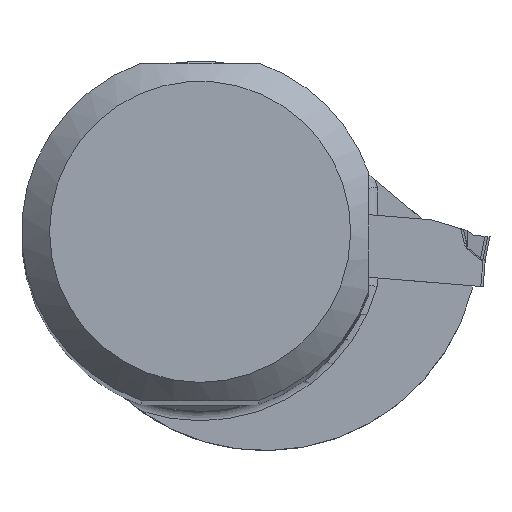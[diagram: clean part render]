
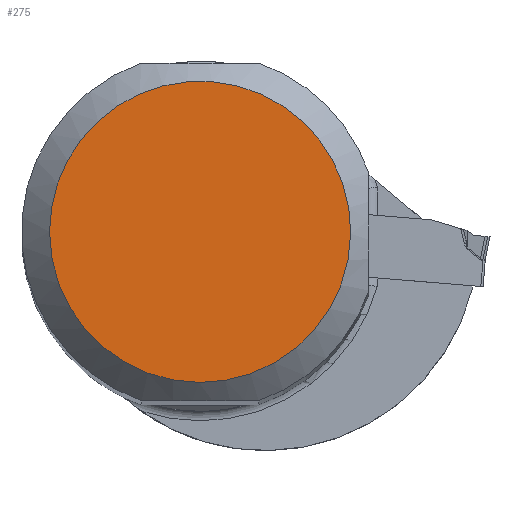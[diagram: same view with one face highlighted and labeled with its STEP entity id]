
A CAD part, top view. The second image highlights one B-rep face of the part: STEP entity #275.
In plain terms, the highlighted planar face has unit normal (0, 0, 1).
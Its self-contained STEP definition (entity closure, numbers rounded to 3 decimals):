
#215=CIRCLE('',#2213,13.375);
#275=ADVANCED_FACE('TB_BL_N10_SU6',(#435),#377,.T.);
#377=PLANE('',#2217);
#435=FACE_OUTER_BOUND('',#553,.T.);
#553=EDGE_LOOP('',(#1160));
#1160=ORIENTED_EDGE('',*,*,#1887,.T.);
#1667=VERTEX_POINT('',#3198);
#1887=EDGE_CURVE('',#1667,#1667,#215,.T.);
#2213=AXIS2_PLACEMENT_3D('',#3197,#2509,#2510);
#2217=AXIS2_PLACEMENT_3D('',#3282,#2517,#2518);
#2509=DIRECTION('',(0.,0.,1.));
#2510=DIRECTION('',(-1.,0.,0.));
#2517=DIRECTION('',(0.,0.,1.));
#2518=DIRECTION('',(-1.,0.,0.));
#3197=CARTESIAN_POINT('',(0.,0.,0.));
#3198=CARTESIAN_POINT('',(-13.375,0.,0.));
#3282=CARTESIAN_POINT('',(0.,0.,0.));
